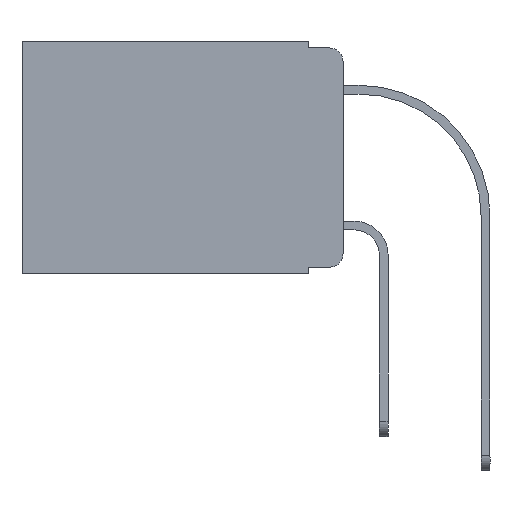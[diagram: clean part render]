
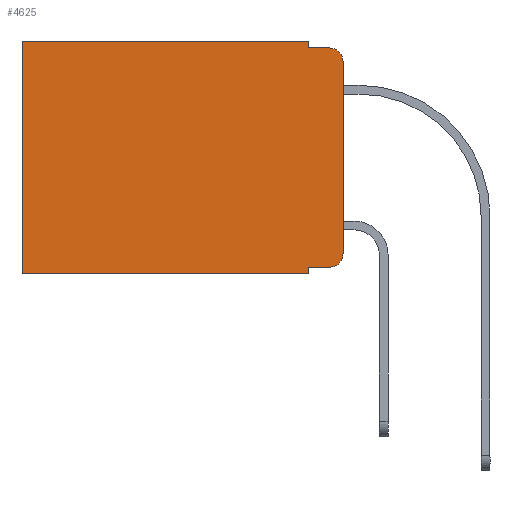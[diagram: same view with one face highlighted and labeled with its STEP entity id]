
A CAD part, left-side view. The second image highlights one B-rep face of the part: STEP entity #4625.
In plain terms, the highlighted planar face has unit normal (-1, 0, 0).
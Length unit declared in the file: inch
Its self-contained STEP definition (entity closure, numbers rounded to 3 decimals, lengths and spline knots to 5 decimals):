
#316 = AXIS2_PLACEMENT_3D ( 'NONE', #6331, #3013, #6386 ) ;
#459 = CARTESIAN_POINT ( 'NONE',  ( 0.298, 0., -0.313 ) ) ;
#587 = LINE ( 'NONE', #2472, #9540 ) ;
#713 = CARTESIAN_POINT ( 'NONE',  ( 0.298, 0.02, -0.03 ) ) ;
#728 = CARTESIAN_POINT ( 'NONE',  ( 0.298, 0.051, -0.343 ) ) ;
#871 = DIRECTION ( 'NONE',  ( 0., 1., 0. ) ) ;
#881 = CARTESIAN_POINT ( 'NONE',  ( 0.298, 0.051, -0.333 ) ) ;
#1019 = DIRECTION ( 'NONE',  ( 0., 0., -1. ) ) ;
#1127 = ORIENTED_EDGE ( 'NONE', *, *, #6414, .T. ) ;
#1306 = EDGE_CURVE ( 'NONE', #3640, #5916, #6348, .T. ) ;
#1350 = VERTEX_POINT ( 'NONE', #7296 ) ;
#1576 = EDGE_CURVE ( 'NONE', #8085, #1350, #7626, .T. ) ;
#1818 = CARTESIAN_POINT ( 'NONE',  ( 0.298, 0.473, 0. ) ) ;
#2318 = ORIENTED_EDGE ( 'NONE', *, *, #8390, .T. ) ;
#2470 = VERTEX_POINT ( 'NONE', #881 ) ;
#2472 = CARTESIAN_POINT ( 'NONE',  ( 0.298, 0.051, 0. ) ) ;
#2496 = DIRECTION ( 'NONE',  ( 0., -1., 0. ) ) ;
#2663 = ORIENTED_EDGE ( 'NONE', *, *, #8548, .F. ) ;
#2915 = ORIENTED_EDGE ( 'NONE', *, *, #1306, .F. ) ;
#3013 = DIRECTION ( 'NONE',  ( 1., 0., 0. ) ) ;
#3221 = VECTOR ( 'NONE', #8345, 39.37008 ) ;
#3321 = DIRECTION ( 'NONE',  ( -1., 0., 0. ) ) ;
#3595 = DIRECTION ( 'NONE',  ( 0., 0., -1. ) ) ;
#3640 = VERTEX_POINT ( 'NONE', #8698 ) ;
#3789 = LINE ( 'NONE', #8054, #8863 ) ;
#3975 = DIRECTION ( 'NONE',  ( 0., 0., -1. ) ) ;
#4052 = CARTESIAN_POINT ( 'NONE',  ( 0.298, 0.051, -0.01 ) ) ;
#4141 = CARTESIAN_POINT ( 'NONE',  ( 0.298, 0.02, -0.01 ) ) ;
#4321 = ORIENTED_EDGE ( 'NONE', *, *, #6928, .F. ) ;
#4322 = CARTESIAN_POINT ( 'NONE',  ( 0.298, 0.02, -0.333 ) ) ;
#4625 = ADVANCED_FACE ( 'NONE', ( #8269 ), #7170, .F. ) ;
#4641 = ORIENTED_EDGE ( 'NONE', *, *, #5087, .T. ) ;
#4651 = CARTESIAN_POINT ( 'NONE',  ( 0.298, 0.051, 0. ) ) ;
#4743 = DIRECTION ( 'NONE',  ( 0., 0., -1. ) ) ;
#4746 = DIRECTION ( 'NONE',  ( -1., 0., 0. ) ) ;
#5034 = LINE ( 'NONE', #9303, #9626 ) ;
#5045 = CARTESIAN_POINT ( 'NONE',  ( 0.298, 0.051, -0.333 ) ) ;
#5087 = EDGE_CURVE ( 'NONE', #3640, #9749, #9720, .T. ) ;
#5319 = ORIENTED_EDGE ( 'NONE', *, *, #1576, .T. ) ;
#5404 = DIRECTION ( 'NONE',  ( 0., -1., 0. ) ) ;
#5736 = VECTOR ( 'NONE', #3595, 39.37008 ) ;
#5916 = VERTEX_POINT ( 'NONE', #459 ) ;
#6029 = VERTEX_POINT ( 'NONE', #728 ) ;
#6194 = VERTEX_POINT ( 'NONE', #4052 ) ;
#6331 = CARTESIAN_POINT ( 'NONE',  ( 0.298, 0., 0. ) ) ;
#6336 = CIRCLE ( 'NONE', #6503, 0.02 ) ;
#6337 = LINE ( 'NONE', #7067, #6874 ) ;
#6348 = LINE ( 'NONE', #8911, #9936 ) ;
#6386 = DIRECTION ( 'NONE',  ( 0., 0., -1. ) ) ;
#6414 = EDGE_CURVE ( 'NONE', #2470, #8181, #10082, .T. ) ;
#6503 = AXIS2_PLACEMENT_3D ( 'NONE', #7912, #4746, #3975 ) ;
#6522 = EDGE_LOOP ( 'NONE', ( #2915, #4641, #9952, #2663, #8376, #5319, #6679, #4321, #1127, #2318 ) ) ;
#6638 = DIRECTION ( 'NONE',  ( 0., 0., -1. ) ) ;
#6679 = ORIENTED_EDGE ( 'NONE', *, *, #10452, .F. ) ;
#6854 = EDGE_CURVE ( 'NONE', #7149, #8085, #5034, .T. ) ;
#6874 = VECTOR ( 'NONE', #5404, 39.37008 ) ;
#6928 = EDGE_CURVE ( 'NONE', #2470, #6029, #10461, .T. ) ;
#7067 = CARTESIAN_POINT ( 'NONE',  ( 0.298, 0.051, -0.01 ) ) ;
#7149 = VERTEX_POINT ( 'NONE', #4651 ) ;
#7165 = DIRECTION ( 'NONE',  ( 0., 1., 0. ) ) ;
#7170 = PLANE ( 'NONE',  #316 ) ;
#7296 = CARTESIAN_POINT ( 'NONE',  ( 0.298, 0.473, -0.343 ) ) ;
#7414 = AXIS2_PLACEMENT_3D ( 'NONE', #713, #3321, #6638 ) ;
#7626 = LINE ( 'NONE', #8290, #3221 ) ;
#7912 = CARTESIAN_POINT ( 'NONE',  ( 0.298, 0.02, -0.313 ) ) ;
#8054 = CARTESIAN_POINT ( 'NONE',  ( 0.298, 0., -0.343 ) ) ;
#8085 = VERTEX_POINT ( 'NONE', #1818 ) ;
#8181 = VERTEX_POINT ( 'NONE', #4322 ) ;
#8269 = FACE_OUTER_BOUND ( 'NONE', #6522, .T. ) ;
#8290 = CARTESIAN_POINT ( 'NONE',  ( 0.298, 0.473, 0. ) ) ;
#8345 = DIRECTION ( 'NONE',  ( 0., 0., -1. ) ) ;
#8376 = ORIENTED_EDGE ( 'NONE', *, *, #6854, .T. ) ;
#8390 = EDGE_CURVE ( 'NONE', #8181, #5916, #6336, .T. ) ;
#8548 = EDGE_CURVE ( 'NONE', #7149, #6194, #587, .T. ) ;
#8698 = CARTESIAN_POINT ( 'NONE',  ( 0.298, 0., -0.03 ) ) ;
#8781 = EDGE_CURVE ( 'NONE', #6194, #9749, #6337, .T. ) ;
#8863 = VECTOR ( 'NONE', #7165, 39.37008 ) ;
#8911 = CARTESIAN_POINT ( 'NONE',  ( 0.298, 0., 0. ) ) ;
#9303 = CARTESIAN_POINT ( 'NONE',  ( 0.298, 0., 0. ) ) ;
#9357 = CARTESIAN_POINT ( 'NONE',  ( 0.298, 0.051, 0. ) ) ;
#9540 = VECTOR ( 'NONE', #1019, 39.37008 ) ;
#9622 = VECTOR ( 'NONE', #2496, 39.37008 ) ;
#9626 = VECTOR ( 'NONE', #871, 39.37008 ) ;
#9720 = CIRCLE ( 'NONE', #7414, 0.02 ) ;
#9749 = VERTEX_POINT ( 'NONE', #4141 ) ;
#9936 = VECTOR ( 'NONE', #4743, 39.37008 ) ;
#9952 = ORIENTED_EDGE ( 'NONE', *, *, #8781, .F. ) ;
#10082 = LINE ( 'NONE', #5045, #9622 ) ;
#10452 = EDGE_CURVE ( 'NONE', #6029, #1350, #3789, .T. ) ;
#10461 = LINE ( 'NONE', #9357, #5736 ) ;
